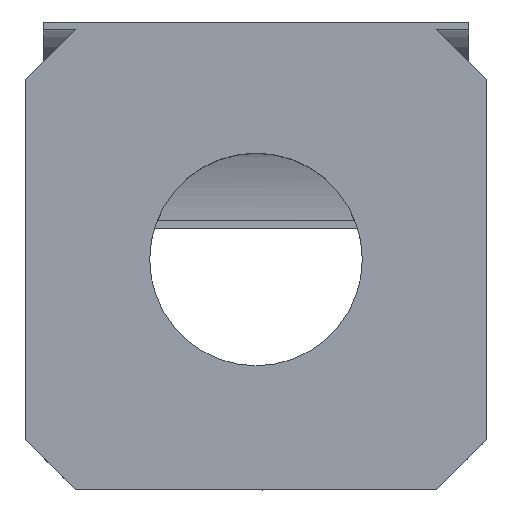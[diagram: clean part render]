
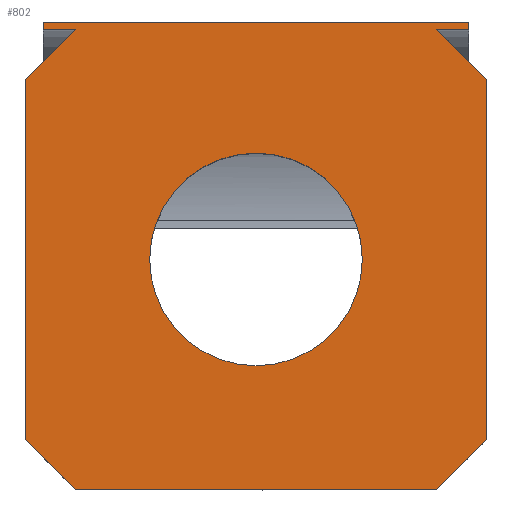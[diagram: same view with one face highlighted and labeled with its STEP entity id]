
A CAD part, top view. The second image highlights one B-rep face of the part: STEP entity #802.
In plain terms, the highlighted planar face has unit normal (0, 0, 1).
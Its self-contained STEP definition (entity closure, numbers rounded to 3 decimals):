
#10 = CARTESIAN_POINT ( 'NONE',  ( 0., 6.5, 0. ) ) ;
#25 = EDGE_CURVE ( 'NONE', #868, #652, #377, .T. ) ;
#48 = CARTESIAN_POINT ( 'NONE',  ( -3., 0., 0. ) ) ;
#55 = CARTESIAN_POINT ( 'NONE',  ( 6., 6.7, 0. ) ) ;
#56 = DIRECTION ( 'NONE',  ( -1., 0., 0. ) ) ;
#58 = EDGE_CURVE ( 'NONE', #832, #563, #242, .T. ) ;
#70 = ORIENTED_EDGE ( 'NONE', *, *, #236, .T. ) ;
#78 = EDGE_CURVE ( 'NONE', #563, #832, #368, .T. ) ;
#87 = AXIS2_PLACEMENT_3D ( 'NONE', #353, #710, #190 ) ;
#90 = VECTOR ( 'NONE', #56, 1000. ) ;
#91 = CARTESIAN_POINT ( 'NONE',  ( -6.5, 0., 0. ) ) ;
#106 = VERTEX_POINT ( 'NONE', #862 ) ;
#110 = LINE ( 'NONE', #833, #176 ) ;
#111 = DIRECTION ( 'NONE',  ( -1., 0., 0. ) ) ;
#121 = DIRECTION ( 'NONE',  ( 0., 0., -1. ) ) ;
#122 = CARTESIAN_POINT ( 'NONE',  ( -5.086, 6.5, 0. ) ) ;
#127 = VERTEX_POINT ( 'NONE', #55 ) ;
#159 = VECTOR ( 'NONE', #452, 1000. ) ;
#176 = VECTOR ( 'NONE', #243, 1000. ) ;
#190 = DIRECTION ( 'NONE',  ( 1., 0., 0. ) ) ;
#194 = CARTESIAN_POINT ( 'NONE',  ( 6., 6.5, 0. ) ) ;
#197 = VECTOR ( 'NONE', #406, 1000. ) ;
#199 = CARTESIAN_POINT ( 'NONE',  ( -5.086, 6.5, 0. ) ) ;
#201 = VERTEX_POINT ( 'NONE', #194 ) ;
#203 = DIRECTION ( 'NONE',  ( -0.707, 0.707, 0. ) ) ;
#212 = ORIENTED_EDGE ( 'NONE', *, *, #58, .T. ) ;
#219 = LINE ( 'NONE', #565, #90 ) ;
#233 = CARTESIAN_POINT ( 'NONE',  ( -6.5, -5.086, 0. ) ) ;
#236 = EDGE_CURVE ( 'NONE', #782, #106, #689, .T. ) ;
#237 = DIRECTION ( 'NONE',  ( 0.707, -0.707, 0. ) ) ;
#242 = CIRCLE ( 'NONE', #520, 3. ) ;
#243 = DIRECTION ( 'NONE',  ( 0., 1., 0. ) ) ;
#247 = EDGE_LOOP ( 'NONE', ( #212, #586 ) ) ;
#250 = DIRECTION ( 'NONE',  ( 0., 0., -1. ) ) ;
#253 = CARTESIAN_POINT ( 'NONE',  ( 0., 0., 0. ) ) ;
#269 = LINE ( 'NONE', #933, #754 ) ;
#290 = VERTEX_POINT ( 'NONE', #589 ) ;
#311 = LINE ( 'NONE', #487, #197 ) ;
#313 = DIRECTION ( 'NONE',  ( -1., 0., 0. ) ) ;
#320 = VECTOR ( 'NONE', #313, 1000. ) ;
#331 = FACE_BOUND ( 'NONE', #247, .T. ) ;
#333 = CARTESIAN_POINT ( 'NONE',  ( 5.086, -6.5, 0. ) ) ;
#336 = VERTEX_POINT ( 'NONE', #723 ) ;
#337 = DIRECTION ( 'NONE',  ( -1., 0., 0. ) ) ;
#343 = LINE ( 'NONE', #10, #320 ) ;
#353 = CARTESIAN_POINT ( 'NONE',  ( 0., 0., 0. ) ) ;
#354 = VECTOR ( 'NONE', #364, 1000. ) ;
#355 = LINE ( 'NONE', #233, #418 ) ;
#364 = DIRECTION ( 'NONE',  ( 0.707, 0.707, 0. ) ) ;
#368 = CIRCLE ( 'NONE', #534, 3. ) ;
#372 = DIRECTION ( 'NONE',  ( -1., 0., 0. ) ) ;
#375 = CARTESIAN_POINT ( 'NONE',  ( -5.086, -6.5, 0. ) ) ;
#377 = LINE ( 'NONE', #122, #450 ) ;
#378 = VECTOR ( 'NONE', #921, 1000. ) ;
#406 = DIRECTION ( 'NONE',  ( 0., -1., 0. ) ) ;
#418 = VECTOR ( 'NONE', #237, 1000. ) ;
#441 = ORIENTED_EDGE ( 'NONE', *, *, #493, .F. ) ;
#450 = VECTOR ( 'NONE', #687, 1000. ) ;
#451 = VECTOR ( 'NONE', #372, 1000. ) ;
#452 = DIRECTION ( 'NONE',  ( 0., -1., 0. ) ) ;
#454 = VERTEX_POINT ( 'NONE', #375 ) ;
#472 = ORIENTED_EDGE ( 'NONE', *, *, #603, .T. ) ;
#473 = VECTOR ( 'NONE', #479, 1000. ) ;
#479 = DIRECTION ( 'NONE',  ( 0., -1., 0. ) ) ;
#487 = CARTESIAN_POINT ( 'NONE',  ( -6., 5.222, 0. ) ) ;
#490 = CARTESIAN_POINT ( 'NONE',  ( 6., 5.222, 0. ) ) ;
#493 = EDGE_CURVE ( 'NONE', #201, #290, #343, .T. ) ;
#507 = ORIENTED_EDGE ( 'NONE', *, *, #822, .T. ) ;
#509 = ORIENTED_EDGE ( 'NONE', *, *, #698, .T. ) ;
#520 = AXIS2_PLACEMENT_3D ( 'NONE', #253, #121, #111 ) ;
#529 = LINE ( 'NONE', #700, #378 ) ;
#533 = ORIENTED_EDGE ( 'NONE', *, *, #25, .T. ) ;
#534 = AXIS2_PLACEMENT_3D ( 'NONE', #564, #250, #337 ) ;
#538 = EDGE_CURVE ( 'NONE', #652, #336, #824, .T. ) ;
#542 = ORIENTED_EDGE ( 'NONE', *, *, #910, .F. ) ;
#545 = ORIENTED_EDGE ( 'NONE', *, *, #722, .T. ) ;
#563 = VERTEX_POINT ( 'NONE', #602 ) ;
#564 = CARTESIAN_POINT ( 'NONE',  ( 0., 0., 0. ) ) ;
#565 = CARTESIAN_POINT ( 'NONE',  ( 0., 6.7, 0. ) ) ;
#586 = ORIENTED_EDGE ( 'NONE', *, *, #78, .T. ) ;
#589 = CARTESIAN_POINT ( 'NONE',  ( 5.086, 6.5, 0. ) ) ;
#602 = CARTESIAN_POINT ( 'NONE',  ( 3., 0., 0. ) ) ;
#603 = EDGE_CURVE ( 'NONE', #336, #454, #355, .T. ) ;
#611 = LINE ( 'NONE', #787, #451 ) ;
#623 = CARTESIAN_POINT ( 'NONE',  ( -6., 6.5, 0. ) ) ;
#626 = ORIENTED_EDGE ( 'NONE', *, *, #807, .T. ) ;
#652 = VERTEX_POINT ( 'NONE', #751 ) ;
#687 = DIRECTION ( 'NONE',  ( -0.707, -0.707, 0. ) ) ;
#689 = LINE ( 'NONE', #869, #354 ) ;
#698 = EDGE_CURVE ( 'NONE', #884, #755, #311, .T. ) ;
#700 = CARTESIAN_POINT ( 'NONE',  ( 0., -6.5, 0. ) ) ;
#702 = PLANE ( 'NONE',  #87 ) ;
#710 = DIRECTION ( 'NONE',  ( 0., 0., 1. ) ) ;
#714 = CARTESIAN_POINT ( 'NONE',  ( 6.5, 5.086, 0. ) ) ;
#717 = EDGE_CURVE ( 'NONE', #127, #201, #803, .T. ) ;
#722 = EDGE_CURVE ( 'NONE', #106, #929, #110, .T. ) ;
#723 = CARTESIAN_POINT ( 'NONE',  ( -6.5, -5.086, 0. ) ) ;
#730 = FACE_OUTER_BOUND ( 'NONE', #817, .T. ) ;
#735 = ORIENTED_EDGE ( 'NONE', *, *, #538, .T. ) ;
#751 = CARTESIAN_POINT ( 'NONE',  ( -6.5, 5.086, 0. ) ) ;
#754 = VECTOR ( 'NONE', #203, 1000. ) ;
#755 = VERTEX_POINT ( 'NONE', #623 ) ;
#769 = ORIENTED_EDGE ( 'NONE', *, *, #717, .F. ) ;
#782 = VERTEX_POINT ( 'NONE', #333 ) ;
#787 = CARTESIAN_POINT ( 'NONE',  ( 0., 6.5, 0. ) ) ;
#802 = ADVANCED_FACE ( 'NONE', ( #331, #730 ), #702, .T. ) ;
#803 = LINE ( 'NONE', #490, #473 ) ;
#807 = EDGE_CURVE ( 'NONE', #454, #782, #529, .T. ) ;
#817 = EDGE_LOOP ( 'NONE', ( #70, #545, #828, #441, #769, #507, #509, #542, #533, #735, #472, #626 ) ) ;
#822 = EDGE_CURVE ( 'NONE', #127, #884, #219, .T. ) ;
#824 = LINE ( 'NONE', #91, #159 ) ;
#828 = ORIENTED_EDGE ( 'NONE', *, *, #899, .T. ) ;
#832 = VERTEX_POINT ( 'NONE', #48 ) ;
#833 = CARTESIAN_POINT ( 'NONE',  ( 6.5, 0., 0. ) ) ;
#853 = CARTESIAN_POINT ( 'NONE',  ( -6., 6.7, 0. ) ) ;
#862 = CARTESIAN_POINT ( 'NONE',  ( 6.5, -5.086, 0. ) ) ;
#868 = VERTEX_POINT ( 'NONE', #199 ) ;
#869 = CARTESIAN_POINT ( 'NONE',  ( 5.086, -6.5, 0. ) ) ;
#884 = VERTEX_POINT ( 'NONE', #853 ) ;
#899 = EDGE_CURVE ( 'NONE', #929, #290, #269, .T. ) ;
#910 = EDGE_CURVE ( 'NONE', #868, #755, #611, .T. ) ;
#921 = DIRECTION ( 'NONE',  ( 1., 0., 0. ) ) ;
#929 = VERTEX_POINT ( 'NONE', #714 ) ;
#933 = CARTESIAN_POINT ( 'NONE',  ( 6.5, 5.086, 0. ) ) ;
